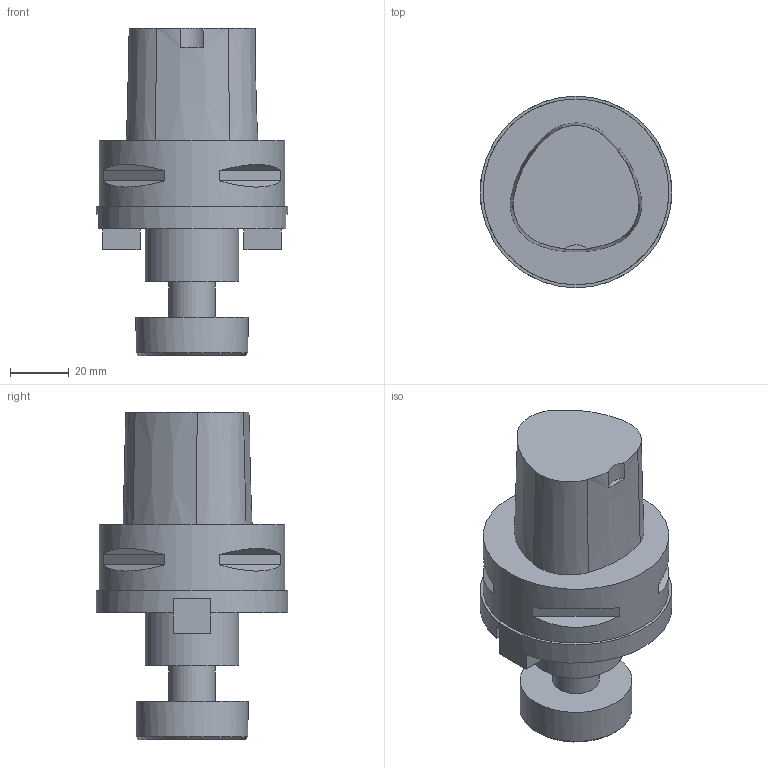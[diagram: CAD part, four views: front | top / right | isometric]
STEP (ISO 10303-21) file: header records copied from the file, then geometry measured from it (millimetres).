
FILE_DESCRIPTION(/* description */ ('3-D model version:1'),/* implementation_level */ '2;1');
FILE_NAME(/* name */ 'C6-A391.07C-31030',/* time_stamp */ '2016-12-02T14:14:44',/* author */ ('InteractiveCad'),/* organization */ ('AB Sandvik Coromant'),/* preprocessor_version */ 'ST-DEVELOPER v15',/* originating_system */ 'SIEMENS PLM Software NX 8.5',/* authorization */ '');
FILE_SCHEMA(('AUTOMOTIVE_DESIGN'));
Length unit declared in the file: millimetre
Products named in the file (1): C6_A391_07C_31030_SIM
Bounding box: 65 x 65 x 111 mm (x, y, z)
Volume: 181571.8 mm3; surface area: 24465.2 mm2
Topology: 1 solids, 1 shells, 49 faces, 112 edges, 74 vertices
Faces by surface type: plane 36, cone 7, cylinder 6
Full cylindrical faces by diameter (mm): 15.875 x1, 31.75 x1, 38 x1, 63 x1, 65 x1
Entity records: 1420 total; most frequent: DIRECTION 244, CARTESIAN_POINT 231, ORIENTED_EDGE 204, EDGE_CURVE 102, AXIS2_PLACEMENT_3D 91, VERTEX_POINT 70, EDGE_LOOP 64, LINE 62
